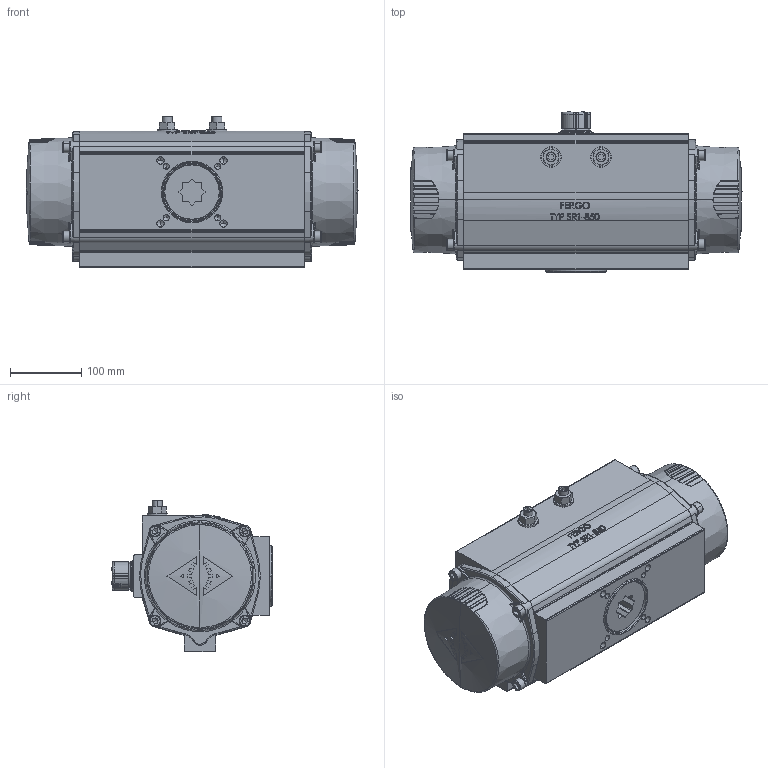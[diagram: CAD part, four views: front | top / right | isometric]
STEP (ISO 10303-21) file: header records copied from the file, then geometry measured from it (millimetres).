
FILE_DESCRIPTION (( 'STEP AP214' ), '1' );
FILE_NAME ('SR850-Pneumatischer-Einfachwirkend-Federschließend-Schwenkantrieb-Fergo.STEP', '2022-11-14T09:03:17', ( '' ), ( '' ), 'SwSTEP 2.0', 'SolidWorks 2022', '' );
FILE_SCHEMA (( 'AUTOMOTIVE_DESIGN' ));
Length unit declared in the file: millimetre
Products named in the file (1): SR850-Pneumatischer-Einfachwirkend-Federschließend-Schwenkantrieb-Fergo
Bounding box: 465.3 x 224.28 x 212.2 mm (x, y, z)
Volume: 3951024.9 mm3; surface area: 812858.7 mm2
Topology: 28 solids, 28 shells, 3582 faces, 9385 edges, 5838 vertices
Faces by surface type: plane 1198, cylinder 1130, bspline 788, cone 284, torus 151, sphere 31
Entity records: 188156 total; most frequent: CARTESIAN_POINT 106632, ORIENTED_EDGE 18484, DIRECTION 15042, EDGE_CURVE 9242, VERTEX_POINT 5837, AXIS2_PLACEMENT_3D 5710, EDGE_LOOP 3761, LINE 3622
